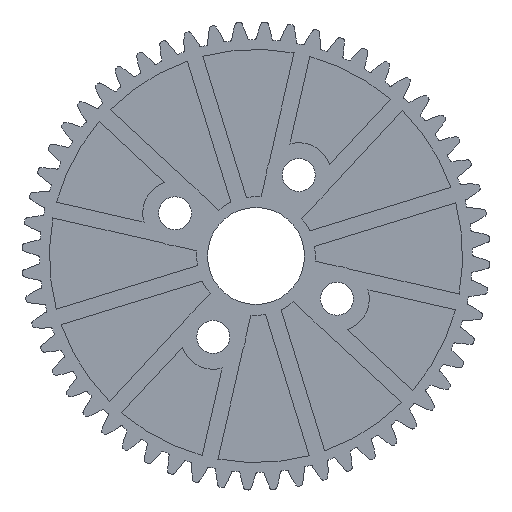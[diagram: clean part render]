
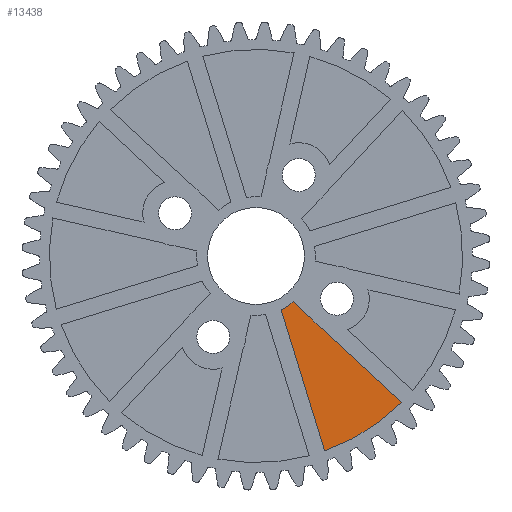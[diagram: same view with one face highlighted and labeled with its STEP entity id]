
A CAD part, front view. The second image highlights one B-rep face of the part: STEP entity #13438.
In plain terms, the highlighted planar face has unit normal (0, -1, 0).
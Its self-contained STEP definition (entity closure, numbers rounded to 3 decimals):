
#129=PLANE('',#14269);
#554=FACE_OUTER_BOUND('',#1273,.T.);
#1273=EDGE_LOOP('',(#9355,#9356,#9357,#9358,#9359,#9360));
#2113=LINE('',#20317,#3489);
#2117=LINE('',#20329,#3493);
#2120=LINE('',#20338,#3496);
#3489=VECTOR('',#16124,13.848);
#3493=VECTOR('',#16136,2.914);
#3496=VECTOR('',#16147,18.271);
#4758=CIRCLE('',#14259,25.55);
#4760=CIRCLE('',#14263,4.);
#4762=CIRCLE('',#14267,7.328);
#5561=VERTEX_POINT('',#20307);
#5562=VERTEX_POINT('',#20309);
#5564=VERTEX_POINT('',#20315);
#5566=VERTEX_POINT('',#20321);
#5568=VERTEX_POINT('',#20327);
#5570=VERTEX_POINT('',#20333);
#7051=EDGE_CURVE('',#5561,#5562,#4758,.T.);
#7055=EDGE_CURVE('',#5564,#5561,#2113,.T.);
#7058=EDGE_CURVE('',#5566,#5564,#4760,.T.);
#7061=EDGE_CURVE('',#5568,#5566,#2117,.T.);
#7064=EDGE_CURVE('',#5570,#5568,#4762,.T.);
#7066=EDGE_CURVE('',#5562,#5570,#2120,.T.);
#9355=ORIENTED_EDGE('',*,*,#7066,.F.);
#9356=ORIENTED_EDGE('',*,*,#7051,.F.);
#9357=ORIENTED_EDGE('',*,*,#7055,.F.);
#9358=ORIENTED_EDGE('',*,*,#7058,.F.);
#9359=ORIENTED_EDGE('',*,*,#7061,.F.);
#9360=ORIENTED_EDGE('',*,*,#7064,.F.);
#13438=ADVANCED_FACE('',(#554),#129,.F.);
#14259=AXIS2_PLACEMENT_3D('',#20310,#16117,#16118);
#14263=AXIS2_PLACEMENT_3D('',#20323,#16130,#16131);
#14267=AXIS2_PLACEMENT_3D('',#20335,#16142,#16143);
#14269=AXIS2_PLACEMENT_3D('',#20339,#16148,#16149);
#16117=DIRECTION('center_axis',(0.,1.,0.));
#16118=DIRECTION('ref_axis',(0.706,0.,-0.708));
#16124=DIRECTION('',(0.733,0.,-0.68));
#16130=DIRECTION('center_axis',(0.,-1.,0.));
#16131=DIRECTION('ref_axis',(0.53,0.,0.848));
#16136=DIRECTION('',(0.733,0.,-0.68));
#16142=DIRECTION('center_axis',(0.,-1.,0.));
#16143=DIRECTION('ref_axis',(-0.633,0.,0.774));
#16147=DIRECTION('',(-0.295,0.,0.956));
#16148=DIRECTION('center_axis',(0.,1.,0.));
#16149=DIRECTION('ref_axis',(0.,0.,1.));
#20307=CARTESIAN_POINT('',(18.035,1.5,-18.098));
#20309=CARTESIAN_POINT('',(8.481,1.5,-24.101));
#20310=CARTESIAN_POINT('Origin',(0.,1.5,0.));
#20315=CARTESIAN_POINT('',(7.884,1.5,-8.679));
#20317=CARTESIAN_POINT('',(7.884,1.5,-8.679));
#20321=CARTESIAN_POINT('',(6.778,1.5,-7.653));
#20323=CARTESIAN_POINT('Origin',(10.003,1.5,-5.287));
#20327=CARTESIAN_POINT('',(4.641,1.5,-5.671));
#20329=CARTESIAN_POINT('',(4.641,1.5,-5.671));
#20333=CARTESIAN_POINT('',(3.095,1.5,-6.642));
#20335=CARTESIAN_POINT('Origin',(0.,1.5,0.));
#20338=CARTESIAN_POINT('',(8.481,1.5,-24.101));
#20339=CARTESIAN_POINT('Origin',(9.344,1.5,-14.901));
